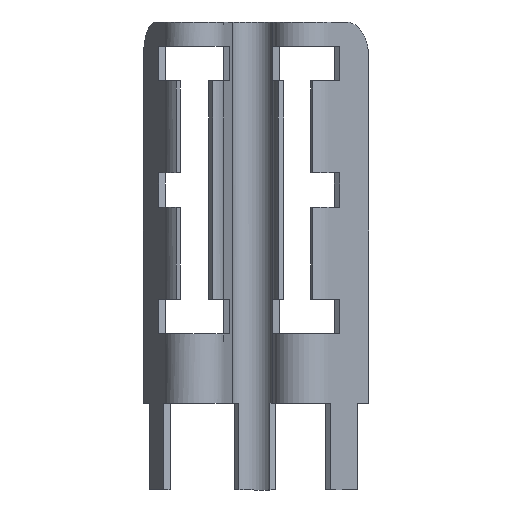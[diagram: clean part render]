
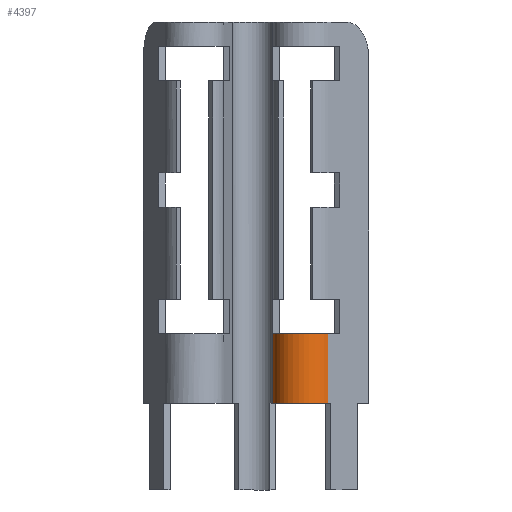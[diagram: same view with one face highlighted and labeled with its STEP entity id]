
A CAD part, left-side view. The second image highlights one B-rep face of the part: STEP entity #4397.
In plain terms, the highlighted cylindrical face has radius 0.9 mm (diameter 1.8 mm), a partial arc.
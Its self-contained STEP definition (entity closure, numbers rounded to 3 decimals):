
#1200 = PLANE('',#1201);
#1201 = AXIS2_PLACEMENT_3D('',#1202,#1203,#1204);
#1202 = CARTESIAN_POINT('',(0.382,0.774,3.515
    ));
#1203 = DIRECTION('',(0.643,0.766,0.));
#1204 = DIRECTION('',(0.,0.,-1.));
#1876 = VERTEX_POINT('',#1877);
#1877 = CARTESIAN_POINT('',(3.199,-1.589,2.));
#1889 = B_SPLINE_SURFACE_WITH_KNOTS('',9,1,(
    (#1890,#1891)
    ,(#1892,#1893)
    ,(#1894,#1895)
    ,(#1896,#1897)
    ,(#1898,#1899)
    ,(#1900,#1901)
    ,(#1902,#1903)
    ,(#1904,#1905)
    ,(#1906,#1907)
    ,(#1908,#1909
    )),.UNSPECIFIED.,.F.,.F.,.F.,(10,10),(2,2),(3.84,
    6.283),(0.,1.),.PIECEWISE_BEZIER_KNOTS.);
#1890 = CARTESIAN_POINT('',(3.327,-1.436,2.));
#1891 = CARTESIAN_POINT('',(3.199,-1.589,2.));
#1892 = CARTESIAN_POINT('',(3.182,-1.314,2.));
#1893 = CARTESIAN_POINT('',(3.012,-1.432,2.));
#1894 = CARTESIAN_POINT('',(3.074,-1.147,2.));
#1895 = CARTESIAN_POINT('',(2.872,-1.218,2.));
#1896 = CARTESIAN_POINT('',(3.018,-0.949,2.));
#1897 = CARTESIAN_POINT('',(2.801,-0.963,2.));
#1898 = CARTESIAN_POINT('',(3.026,-0.739,2.));
#1899 = CARTESIAN_POINT('',(2.811,-0.693,2.));
#1900 = CARTESIAN_POINT('',(3.098,-0.54,2.));
#1901 = CARTESIAN_POINT('',(2.904,-0.437,2.));
#1902 = CARTESIAN_POINT('',(3.228,-0.374,2.));
#1903 = CARTESIAN_POINT('',(3.07,-0.224,2.));
#1904 = CARTESIAN_POINT('',(3.397,-0.258,2.));
#1905 = CARTESIAN_POINT('',(3.289,-0.075,2.));
#1906 = CARTESIAN_POINT('',(3.587,-0.2,2.));
#1907 = CARTESIAN_POINT('',(3.533,0.,2.));
#1908 = CARTESIAN_POINT('',(3.777,-0.2,2.));
#1909 = CARTESIAN_POINT('',(3.777,0.,2.));
#1957 = B_SPLINE_SURFACE_WITH_KNOTS('',9,1,(
    (#1958,#1959)
    ,(#1960,#1961)
    ,(#1962,#1963)
    ,(#1964,#1965)
    ,(#1966,#1967)
    ,(#1968,#1969)
    ,(#1970,#1971)
    ,(#1972,#1973)
    ,(#1974,#1975)
    ,(#1976,#1977
    )),.UNSPECIFIED.,.F.,.F.,.F.,(10,10),(2,2),(3.84,
    6.283),(0.,1.),.PIECEWISE_BEZIER_KNOTS.);
#1958 = CARTESIAN_POINT('',(3.777,-0.2,0.));
#1959 = CARTESIAN_POINT('',(3.777,0.,0.));
#1960 = CARTESIAN_POINT('',(3.587,-0.2,0.));
#1961 = CARTESIAN_POINT('',(3.533,0.,0.));
#1962 = CARTESIAN_POINT('',(3.397,-0.258,0.));
#1963 = CARTESIAN_POINT('',(3.289,-0.075,0.)
  );
#1964 = CARTESIAN_POINT('',(3.228,-0.374,0.));
#1965 = CARTESIAN_POINT('',(3.07,-0.224,0.));
#1966 = CARTESIAN_POINT('',(3.098,-0.54,0.));
#1967 = CARTESIAN_POINT('',(2.904,-0.437,0.));
#1968 = CARTESIAN_POINT('',(3.026,-0.739,0.));
#1969 = CARTESIAN_POINT('',(2.811,-0.693,0.));
#1970 = CARTESIAN_POINT('',(3.018,-0.949,0.));
#1971 = CARTESIAN_POINT('',(2.801,-0.963,0.));
#1972 = CARTESIAN_POINT('',(3.074,-1.147,0.));
#1973 = CARTESIAN_POINT('',(2.872,-1.218,0.));
#1974 = CARTESIAN_POINT('',(3.182,-1.314,0.));
#1975 = CARTESIAN_POINT('',(3.012,-1.432,0.));
#1976 = CARTESIAN_POINT('',(3.327,-1.436,0.));
#1977 = CARTESIAN_POINT('',(3.199,-1.589,0.));
#2015 = VERTEX_POINT('',#2016);
#2016 = CARTESIAN_POINT('',(3.199,-1.589,0.));
#2390 = PLANE('',#2391);
#2391 = AXIS2_PLACEMENT_3D('',#2392,#2393,#2394);
#2392 = CARTESIAN_POINT('',(5.5,0.,3.515));
#2393 = DIRECTION('',(0.,-1.,0.));
#2394 = DIRECTION('',(0.,0.,-1.));
#2751 = VERTEX_POINT('',#2752);
#2752 = CARTESIAN_POINT('',(3.777,0.,0.));
#2842 = VERTEX_POINT('',#2843);
#2843 = CARTESIAN_POINT('',(3.777,0.,2.));
#3190 = EDGE_CURVE('',#1876,#2015,#3191,.T.);
#3191 = SURFACE_CURVE('',#3192,(#3196,#3203),.PCURVE_S1.);
#3192 = LINE('',#3193,#3194);
#3193 = CARTESIAN_POINT('',(3.199,-1.589,2.));
#3194 = VECTOR('',#3195,1.);
#3195 = DIRECTION('',(0.,0.,-1.));
#3196 = PCURVE('',#1200,#3197);
#3197 = DEFINITIONAL_REPRESENTATION('',(#3198),#3202);
#3198 = LINE('',#3199,#3200);
#3199 = CARTESIAN_POINT('',(1.515,-3.677));
#3200 = VECTOR('',#3201,1.);
#3201 = DIRECTION('',(1.,0.));
#3202 = ( GEOMETRIC_REPRESENTATION_CONTEXT(2) 
PARAMETRIC_REPRESENTATION_CONTEXT() REPRESENTATION_CONTEXT('2D SPACE',''
  ) );
#3203 = PCURVE('',#3204,#3209);
#3204 = CYLINDRICAL_SURFACE('',#3205,0.9);
#3205 = AXIS2_PLACEMENT_3D('',#3206,#3207,#3208);
#3206 = CARTESIAN_POINT('',(3.777,-0.9,11.));
#3207 = DIRECTION('',(0.,0.,1.));
#3208 = DIRECTION('',(0.,1.,0.));
#3209 = DEFINITIONAL_REPRESENTATION('',(#3210),#3214);
#3210 = LINE('',#3211,#3212);
#3211 = CARTESIAN_POINT('',(2.443,-9.));
#3212 = VECTOR('',#3213,1.);
#3213 = DIRECTION('',(0.,-1.));
#3214 = ( GEOMETRIC_REPRESENTATION_CONTEXT(2) 
PARAMETRIC_REPRESENTATION_CONTEXT() REPRESENTATION_CONTEXT('2D SPACE',''
  ) );
#3529 = EDGE_CURVE('',#2842,#1876,#3530,.T.);
#3530 = SURFACE_CURVE('',#3531,(#3536,#3543),.PCURVE_S1.);
#3531 = CIRCLE('',#3532,0.9);
#3532 = AXIS2_PLACEMENT_3D('',#3533,#3534,#3535);
#3533 = CARTESIAN_POINT('',(3.777,-0.9,2.));
#3534 = DIRECTION('',(0.,0.,1.));
#3535 = DIRECTION('',(0.,1.,0.));
#3536 = PCURVE('',#1889,#3537);
#3537 = DEFINITIONAL_REPRESENTATION('',(#3538),#3542);
#3538 = LINE('',#3539,#3540);
#3539 = CARTESIAN_POINT('',(6.283,1.));
#3540 = VECTOR('',#3541,1.);
#3541 = DIRECTION('',(-1.,0.));
#3542 = ( GEOMETRIC_REPRESENTATION_CONTEXT(2) 
PARAMETRIC_REPRESENTATION_CONTEXT() REPRESENTATION_CONTEXT('2D SPACE',''
  ) );
#3543 = PCURVE('',#3204,#3544);
#3544 = DEFINITIONAL_REPRESENTATION('',(#3545),#3549);
#3545 = LINE('',#3546,#3547);
#3546 = CARTESIAN_POINT('',(0.,-9.));
#3547 = VECTOR('',#3548,1.);
#3548 = DIRECTION('',(1.,0.));
#3549 = ( GEOMETRIC_REPRESENTATION_CONTEXT(2) 
PARAMETRIC_REPRESENTATION_CONTEXT() REPRESENTATION_CONTEXT('2D SPACE',''
  ) );
#3557 = EDGE_CURVE('',#2015,#2751,#3558,.T.);
#3558 = SURFACE_CURVE('',#3559,(#3564,#3571),.PCURVE_S1.);
#3559 = CIRCLE('',#3560,0.9);
#3560 = AXIS2_PLACEMENT_3D('',#3561,#3562,#3563);
#3561 = CARTESIAN_POINT('',(3.777,-0.9,0.));
#3562 = DIRECTION('',(0.,0.,-1.));
#3563 = DIRECTION('',(-0.643,-0.766,0.
    ));
#3564 = PCURVE('',#1957,#3565);
#3565 = DEFINITIONAL_REPRESENTATION('',(#3566),#3570);
#3566 = LINE('',#3567,#3568);
#3567 = CARTESIAN_POINT('',(6.283,1.));
#3568 = VECTOR('',#3569,1.);
#3569 = DIRECTION('',(-1.,0.));
#3570 = ( GEOMETRIC_REPRESENTATION_CONTEXT(2) 
PARAMETRIC_REPRESENTATION_CONTEXT() REPRESENTATION_CONTEXT('2D SPACE',''
  ) );
#3571 = PCURVE('',#3204,#3572);
#3572 = DEFINITIONAL_REPRESENTATION('',(#3573),#3577);
#3573 = LINE('',#3574,#3575);
#3574 = CARTESIAN_POINT('',(2.443,-11.));
#3575 = VECTOR('',#3576,1.);
#3576 = DIRECTION('',(-1.,0.));
#3577 = ( GEOMETRIC_REPRESENTATION_CONTEXT(2) 
PARAMETRIC_REPRESENTATION_CONTEXT() REPRESENTATION_CONTEXT('2D SPACE',''
  ) );
#3617 = EDGE_CURVE('',#2751,#2842,#3618,.T.);
#3618 = SURFACE_CURVE('',#3619,(#3623,#3630),.PCURVE_S1.);
#3619 = LINE('',#3620,#3621);
#3620 = CARTESIAN_POINT('',(3.777,0.,2.));
#3621 = VECTOR('',#3622,1.);
#3622 = DIRECTION('',(0.,0.,1.));
#3623 = PCURVE('',#2390,#3624);
#3624 = DEFINITIONAL_REPRESENTATION('',(#3625),#3629);
#3625 = LINE('',#3626,#3627);
#3626 = CARTESIAN_POINT('',(1.515,-1.723));
#3627 = VECTOR('',#3628,1.);
#3628 = DIRECTION('',(-1.,0.));
#3629 = ( GEOMETRIC_REPRESENTATION_CONTEXT(2) 
PARAMETRIC_REPRESENTATION_CONTEXT() REPRESENTATION_CONTEXT('2D SPACE',''
  ) );
#3630 = PCURVE('',#3204,#3631);
#3631 = DEFINITIONAL_REPRESENTATION('',(#3632),#3636);
#3632 = LINE('',#3633,#3634);
#3633 = CARTESIAN_POINT('',(0.,-9.));
#3634 = VECTOR('',#3635,1.);
#3635 = DIRECTION('',(0.,1.));
#3636 = ( GEOMETRIC_REPRESENTATION_CONTEXT(2) 
PARAMETRIC_REPRESENTATION_CONTEXT() REPRESENTATION_CONTEXT('2D SPACE',''
  ) );
#4397 = ADVANCED_FACE('',(#4398),#3204,.T.);
#4398 = FACE_BOUND('',#4399,.T.);
#4399 = EDGE_LOOP('',(#4400,#4401,#4402,#4403));
#4400 = ORIENTED_EDGE('',*,*,#3557,.F.);
#4401 = ORIENTED_EDGE('',*,*,#3190,.F.);
#4402 = ORIENTED_EDGE('',*,*,#3529,.F.);
#4403 = ORIENTED_EDGE('',*,*,#3617,.F.);
